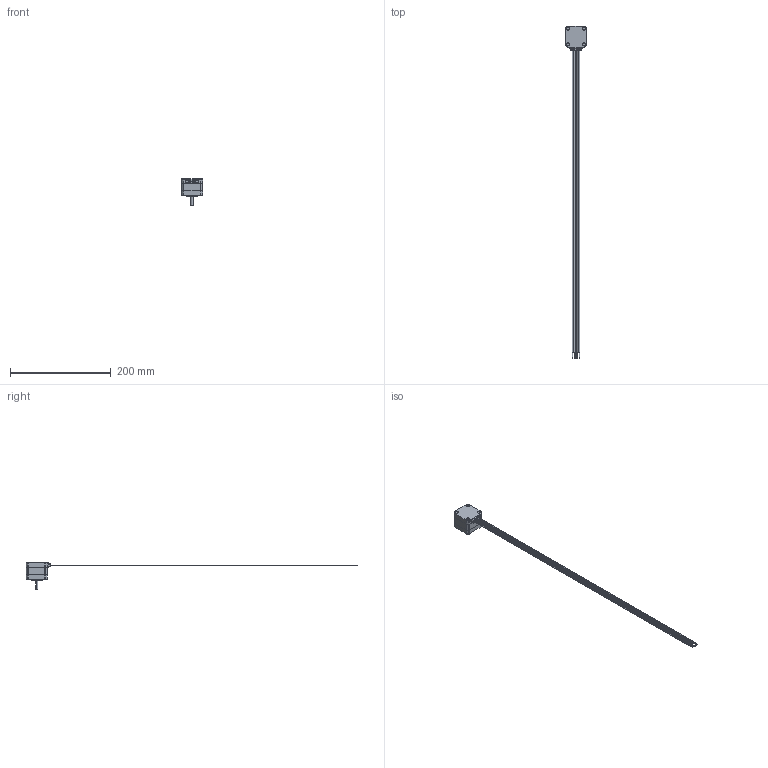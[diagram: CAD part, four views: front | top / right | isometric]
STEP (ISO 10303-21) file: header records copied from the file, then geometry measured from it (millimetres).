
FILE_DESCRIPTION (( 'STEP AP214' ), '1' );
FILE_NAME ('23.PKP543N18A2.STEP', '2017-01-26T08:08:43', ( 'om' ), ( 'Hewlett-Packard Company' ), 'SwSTEP 2.0', 'SolidWorks 2014', '' );
FILE_SCHEMA (( 'AUTOMOTIVE_DESIGN' ));
Length unit declared in the file: millimetre
Products named in the file (1): 23.PKP543N18A2
Bounding box: 42 x 658 x 53 mm (x, y, z)
Volume: 63360 mm3; surface area: 30581.5 mm2
Topology: 3 solids, 3 shells, 172 faces, 433 edges, 288 vertices
Faces by surface type: cylinder 86, plane 86
Entity records: 6515 total; most frequent: DIRECTION 953, CARTESIAN_POINT 894, ORIENTED_EDGE 866, EDGE_CURVE 433, AXIS2_PLACEMENT_3D 347, VERTEX_POINT 288, VECTOR 259, LINE 259
